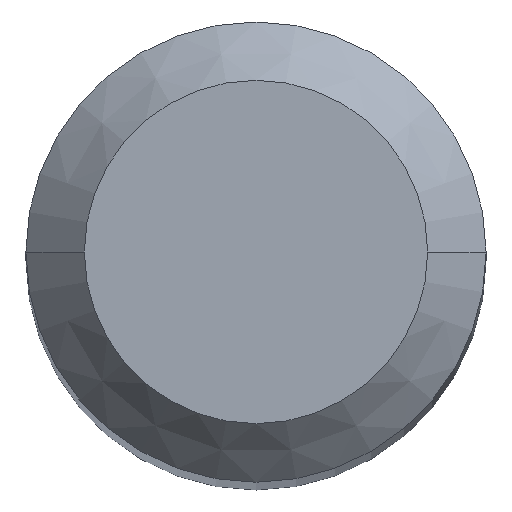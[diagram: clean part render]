
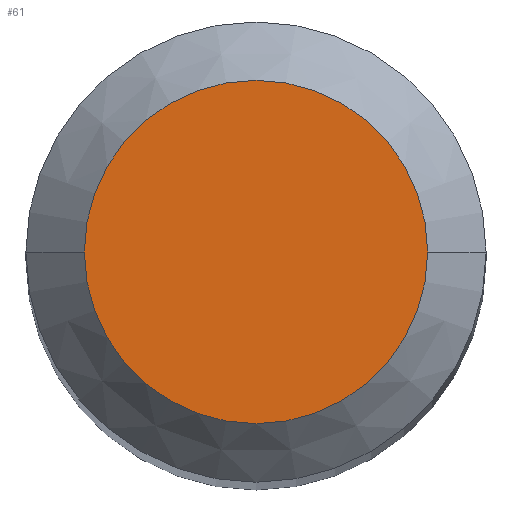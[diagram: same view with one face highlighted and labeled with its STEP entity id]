
A CAD part, top view. The second image highlights one B-rep face of the part: STEP entity #61.
In plain terms, the highlighted planar face has unit normal (0, 0, 1).
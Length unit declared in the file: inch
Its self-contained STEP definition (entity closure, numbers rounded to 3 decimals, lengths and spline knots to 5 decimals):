
#23 = VERTEX_POINT ( 'NONE', #257 ) ;
#38 = PLANE ( 'NONE',  #79 ) ;
#42 = FACE_OUTER_BOUND ( 'NONE', #112, .T. ) ;
#58 = EDGE_CURVE ( 'NONE', #23, #71, #198, .T. ) ;
#61 = ADVANCED_FACE ( 'NONE', ( #42 ), #38, .T. ) ;
#68 = DIRECTION ( 'NONE',  ( 1., 0., 0. ) ) ;
#71 = VERTEX_POINT ( 'NONE', #245 ) ;
#79 = AXIS2_PLACEMENT_3D ( 'NONE', #167, #231, #110 ) ;
#87 = DIRECTION ( 'NONE',  ( 1., 0., 0. ) ) ;
#102 = EDGE_CURVE ( 'NONE', #71, #23, #280, .T. ) ;
#110 = DIRECTION ( 'NONE',  ( 1., 0., 0. ) ) ;
#112 = EDGE_LOOP ( 'NONE', ( #141, #208 ) ) ;
#137 = AXIS2_PLACEMENT_3D ( 'NONE', #201, #289, #68 ) ;
#141 = ORIENTED_EDGE ( 'NONE', *, *, #58, .T. ) ;
#167 = CARTESIAN_POINT ( 'NONE',  ( 0., 0., 1.49606 ) ) ;
#198 = CIRCLE ( 'NONE', #274, 0.04405 ) ;
#201 = CARTESIAN_POINT ( 'NONE',  ( 0., 0., 1.49606 ) ) ;
#208 = ORIENTED_EDGE ( 'NONE', *, *, #102, .T. ) ;
#231 = DIRECTION ( 'NONE',  ( 0., 0., 1. ) ) ;
#245 = CARTESIAN_POINT ( 'NONE',  ( 0.04405, 0., 1.49606 ) ) ;
#257 = CARTESIAN_POINT ( 'NONE',  ( -0.04405, 0., 1.49606 ) ) ;
#268 = CARTESIAN_POINT ( 'NONE',  ( 0., 0., 1.49606 ) ) ;
#274 = AXIS2_PLACEMENT_3D ( 'NONE', #268, #296, #87 ) ;
#280 = CIRCLE ( 'NONE', #137, 0.04405 ) ;
#289 = DIRECTION ( 'NONE',  ( 0., 0., 1. ) ) ;
#296 = DIRECTION ( 'NONE',  ( 0., 0., 1. ) ) ;
